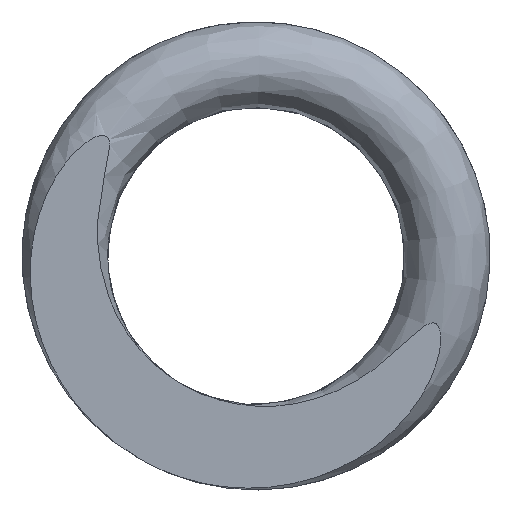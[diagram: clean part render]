
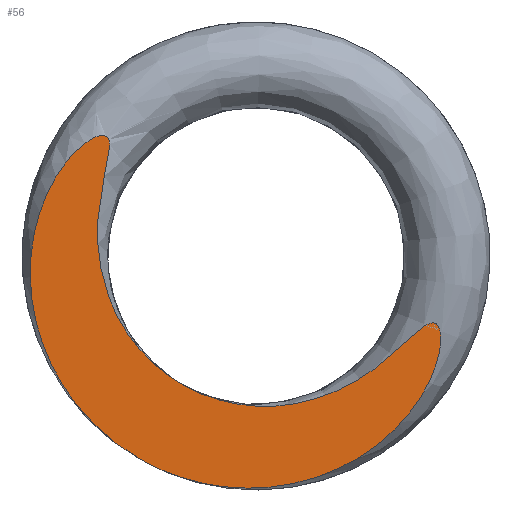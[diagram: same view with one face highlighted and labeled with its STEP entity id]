
A CAD part, front view. The second image highlights one B-rep face of the part: STEP entity #56.
In plain terms, the highlighted planar face has unit normal (0, -1, 0).
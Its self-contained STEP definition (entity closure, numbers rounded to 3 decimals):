
#19=FACE_OUTER_BOUND('',#23,.T.);
#23=EDGE_LOOP('',(#41));
#27=B_SPLINE_CURVE_WITH_KNOTS('',3,(#80,#81,#82,#83,#84,#85,#86,#87,#88,
#89,#90,#91,#92,#93,#94,#95,#96,#97,#98,#99,#100,#101,#102,#103,#104,#105,
#106,#107,#108,#109,#110,#111,#112,#113,#114,#115,#116,#117,#118,#119,#120,
#121,#122,#123,#124,#125,#126,#127,#128,#129,#130,#131,#132,#133,#134,#135,
#136,#137,#138,#139,#140,#141,#142,#143,#144,#145,#146,#147),
 .UNSPECIFIED.,.T.,.F.,(4,2,2,2,2,2,2,2,2,2,2,2,2,2,2,2,2,2,2,2,2,2,2,2,
2,2,2,2,2,2,2,2,2,4),(-1.85,-1.76,-1.659,
-1.549,-1.436,-1.322,-1.212,
-1.106,-1.016,-0.964,-0.941,
-0.929,-0.921,-0.912,-0.901,
-0.882,-0.797,-0.723,-0.661,
-0.599,-0.535,-0.469,-0.406,
-0.325,-0.292,-0.278,-0.271,
-0.265,-0.259,-0.25,-0.232,
-0.186,-0.094,0.),.UNSPECIFIED.);
#31=VERTEX_POINT('',#79);
#35=EDGE_CURVE('',#31,#31,#27,.T.);
#41=ORIENTED_EDGE('',*,*,#35,.F.);
#53=PLANE('',#62);
#56=ADVANCED_FACE('',(#19),#53,.F.);
#62=AXIS2_PLACEMENT_3D('',#78,#68,#69);
#68=DIRECTION('center_axis',(0.,1.,0.));
#69=DIRECTION('ref_axis',(-1.,0.,0.));
#78=CARTESIAN_POINT('Origin',(15.45,0.665,0.));
#79=CARTESIAN_POINT('',(-1.483,0.665,-2.608));
#80=CARTESIAN_POINT('Ctrl Pts',(1.485,0.665,-2.473));
#81=CARTESIAN_POINT('Ctrl Pts',(1.243,0.665,-2.648));
#82=CARTESIAN_POINT('Ctrl Pts',(0.971,0.665,-2.78));
#83=CARTESIAN_POINT('Ctrl Pts',(0.362,0.665,-2.96));
#84=CARTESIAN_POINT('Ctrl Pts',(0.027,0.665,-2.994));
#85=CARTESIAN_POINT('Ctrl Pts',(-0.669,0.665,-2.941));
#86=CARTESIAN_POINT('Ctrl Pts',(-1.023,0.665,-2.842));
#87=CARTESIAN_POINT('Ctrl Pts',(-1.68,0.665,-2.514));
#88=CARTESIAN_POINT('Ctrl Pts',(-1.976,0.665,-2.285));
#89=CARTESIAN_POINT('Ctrl Pts',(-2.462,0.665,-1.725));
#90=CARTESIAN_POINT('Ctrl Pts',(-2.647,0.665,-1.399));
#91=CARTESIAN_POINT('Ctrl Pts',(-2.871,0.665,-0.713));
#92=CARTESIAN_POINT('Ctrl Pts',(-2.915,0.665,-0.36));
#93=CARTESIAN_POINT('Ctrl Pts',(-2.86,0.665,0.325));
#94=CARTESIAN_POINT('Ctrl Pts',(-2.768,0.665,0.631));
#95=CARTESIAN_POINT('Ctrl Pts',(-2.524,0.665,1.106));
#96=CARTESIAN_POINT('Ctrl Pts',(-2.391,0.665,1.271));
#97=CARTESIAN_POINT('Ctrl Pts',(-2.2,0.665,1.445));
#98=CARTESIAN_POINT('Ctrl Pts',(-2.134,0.665,1.49));
#99=CARTESIAN_POINT('Ctrl Pts',(-2.051,0.665,1.529));
#100=CARTESIAN_POINT('Ctrl Pts',(-2.022,0.665,1.54));
#101=CARTESIAN_POINT('Ctrl Pts',(-1.979,0.665,1.547));
#102=CARTESIAN_POINT('Ctrl Pts',(-1.964,0.665,1.547));
#103=CARTESIAN_POINT('Ctrl Pts',(-1.941,0.665,1.543));
#104=CARTESIAN_POINT('Ctrl Pts',(-1.931,0.665,1.54));
#105=CARTESIAN_POINT('Ctrl Pts',(-1.914,0.665,1.53));
#106=CARTESIAN_POINT('Ctrl Pts',(-1.907,0.665,1.523));
#107=CARTESIAN_POINT('Ctrl Pts',(-1.893,0.665,1.505));
#108=CARTESIAN_POINT('Ctrl Pts',(-1.888,0.665,1.493));
#109=CARTESIAN_POINT('Ctrl Pts',(-1.879,0.665,1.458));
#110=CARTESIAN_POINT('Ctrl Pts',(-1.877,0.665,1.432));
#111=CARTESIAN_POINT('Ctrl Pts',(-1.882,0.665,1.277));
#112=CARTESIAN_POINT('Ctrl Pts',(-1.941,0.665,1.079));
#113=CARTESIAN_POINT('Ctrl Pts',(-2.023,0.665,0.608));
#114=CARTESIAN_POINT('Ctrl Pts',(-2.054,0.665,0.317));
#115=CARTESIAN_POINT('Ctrl Pts',(-1.978,0.665,-0.285));
#116=CARTESIAN_POINT('Ctrl Pts',(-1.898,0.665,-0.546));
#117=CARTESIAN_POINT('Ctrl Pts',(-1.645,0.665,-1.028));
#118=CARTESIAN_POINT('Ctrl Pts',(-1.476,0.665,-1.242));
#119=CARTESIAN_POINT('Ctrl Pts',(-1.061,0.665,-1.599));
#120=CARTESIAN_POINT('Ctrl Pts',(-0.818,0.665,-1.735));
#121=CARTESIAN_POINT('Ctrl Pts',(-0.286,0.665,-1.911));
#122=CARTESIAN_POINT('Ctrl Pts',(-0.001,0.665,
-1.943));
#123=CARTESIAN_POINT('Ctrl Pts',(0.553,0.665,-1.9));
#124=CARTESIAN_POINT('Ctrl Pts',(0.847,0.665,-1.827));
#125=CARTESIAN_POINT('Ctrl Pts',(1.52,0.665,-1.487));
#126=CARTESIAN_POINT('Ctrl Pts',(1.779,0.665,-1.239));
#127=CARTESIAN_POINT('Ctrl Pts',(2.039,0.665,-0.997));
#128=CARTESIAN_POINT('Ctrl Pts',(2.105,0.665,-0.937));
#129=CARTESIAN_POINT('Ctrl Pts',(2.184,0.665,-0.884));
#130=CARTESIAN_POINT('Ctrl Pts',(2.206,0.665,-0.872));
#131=CARTESIAN_POINT('Ctrl Pts',(2.241,0.665,-0.861));
#132=CARTESIAN_POINT('Ctrl Pts',(2.253,0.665,-0.858));
#133=CARTESIAN_POINT('Ctrl Pts',(2.276,0.665,-0.858));
#134=CARTESIAN_POINT('Ctrl Pts',(2.285,0.665,-0.86));
#135=CARTESIAN_POINT('Ctrl Pts',(2.303,0.665,-0.867));
#136=CARTESIAN_POINT('Ctrl Pts',(2.312,0.665,-0.872));
#137=CARTESIAN_POINT('Ctrl Pts',(2.33,0.665,-0.89));
#138=CARTESIAN_POINT('Ctrl Pts',(2.338,0.665,-0.902));
#139=CARTESIAN_POINT('Ctrl Pts',(2.357,0.665,-0.943));
#140=CARTESIAN_POINT('Ctrl Pts',(2.362,0.665,-0.975));
#141=CARTESIAN_POINT('Ctrl Pts',(2.372,0.665,-1.059));
#142=CARTESIAN_POINT('Ctrl Pts',(2.368,0.665,-1.136));
#143=CARTESIAN_POINT('Ctrl Pts',(2.32,0.665,-1.398));
#144=CARTESIAN_POINT('Ctrl Pts',(2.238,0.665,-1.616));
#145=CARTESIAN_POINT('Ctrl Pts',(1.942,0.665,-2.072));
#146=CARTESIAN_POINT('Ctrl Pts',(1.739,0.665,-2.29));
#147=CARTESIAN_POINT('Ctrl Pts',(1.485,0.665,-2.473));
